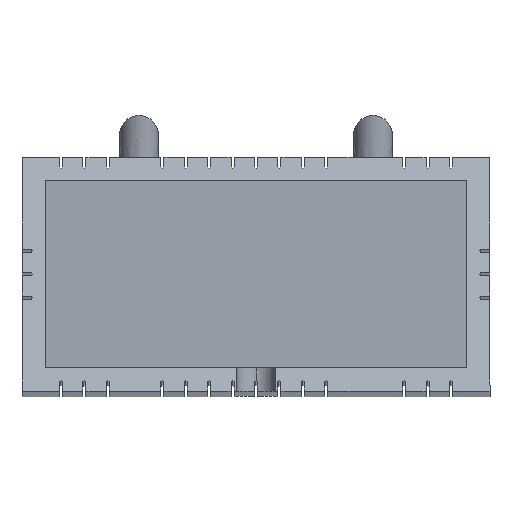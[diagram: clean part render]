
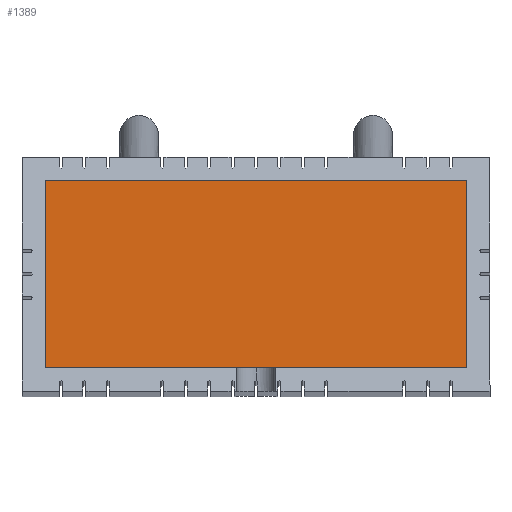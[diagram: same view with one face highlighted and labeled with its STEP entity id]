
A CAD part, top view. The second image highlights one B-rep face of the part: STEP entity #1389.
In plain terms, the highlighted planar face has unit normal (0, 0, 1).
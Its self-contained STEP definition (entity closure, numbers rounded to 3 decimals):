
#83 = LINE ( 'NONE', #720, #1098 ) ;
#119 = LINE ( 'NONE', #1608, #5244 ) ;
#268 = DIRECTION ( 'NONE',  ( 0., -1., 0. ) ) ;
#320 = EDGE_CURVE ( 'NONE', #4041, #5229, #3539, .T. ) ;
#366 = CARTESIAN_POINT ( 'NONE',  ( -30., 12., 385.825 ) ) ;
#515 = ORIENTED_EDGE ( 'NONE', *, *, #1326, .T. ) ;
#613 = VECTOR ( 'NONE', #5653, 1000. ) ;
#720 = CARTESIAN_POINT ( 'NONE',  ( -27., 12., 385.825 ) ) ;
#1098 = VECTOR ( 'NONE', #268, 1000. ) ;
#1326 = EDGE_CURVE ( 'NONE', #5785, #4424, #119, .T. ) ;
#1389 = ADVANCED_FACE ( 'NONE', ( #5584 ), #5276, .T. ) ;
#1608 = CARTESIAN_POINT ( 'NONE',  ( -27., -12., 385.825 ) ) ;
#1659 = CARTESIAN_POINT ( 'NONE',  ( 27., 12., 385.825 ) ) ;
#1902 = EDGE_LOOP ( 'NONE', ( #3762, #3667, #3490, #515 ) ) ;
#2067 = DIRECTION ( 'NONE',  ( 1., 0., 0. ) ) ;
#2333 = LINE ( 'NONE', #5142, #613 ) ;
#2711 = DIRECTION ( 'NONE',  ( -1., 0., 0. ) ) ;
#2997 = CARTESIAN_POINT ( 'NONE',  ( 27., -12., 385.825 ) ) ;
#3005 = DIRECTION ( 'NONE',  ( 0., 0., 1. ) ) ;
#3040 = DIRECTION ( 'NONE',  ( 1., 0., 0. ) ) ;
#3115 = CARTESIAN_POINT ( 'NONE',  ( -27., 12., 385.825 ) ) ;
#3221 = AXIS2_PLACEMENT_3D ( 'NONE', #5755, #3005, #3040 ) ;
#3284 = EDGE_CURVE ( 'NONE', #4424, #4041, #2333, .T. ) ;
#3490 = ORIENTED_EDGE ( 'NONE', *, *, #4455, .T. ) ;
#3539 = LINE ( 'NONE', #366, #4880 ) ;
#3667 = ORIENTED_EDGE ( 'NONE', *, *, #320, .T. ) ;
#3758 = CARTESIAN_POINT ( 'NONE',  ( -27., -12., 385.825 ) ) ;
#3762 = ORIENTED_EDGE ( 'NONE', *, *, #3284, .T. ) ;
#4041 = VERTEX_POINT ( 'NONE', #1659 ) ;
#4424 = VERTEX_POINT ( 'NONE', #2997 ) ;
#4455 = EDGE_CURVE ( 'NONE', #5229, #5785, #83, .T. ) ;
#4880 = VECTOR ( 'NONE', #2711, 1000. ) ;
#5142 = CARTESIAN_POINT ( 'NONE',  ( 27., 12., 385.825 ) ) ;
#5229 = VERTEX_POINT ( 'NONE', #3115 ) ;
#5244 = VECTOR ( 'NONE', #2067, 1000. ) ;
#5276 = PLANE ( 'NONE',  #3221 ) ;
#5584 = FACE_OUTER_BOUND ( 'NONE', #1902, .T. ) ;
#5653 = DIRECTION ( 'NONE',  ( 0., 1., 0. ) ) ;
#5755 = CARTESIAN_POINT ( 'NONE',  ( 0., 0., 385.825 ) ) ;
#5785 = VERTEX_POINT ( 'NONE', #3758 ) ;
